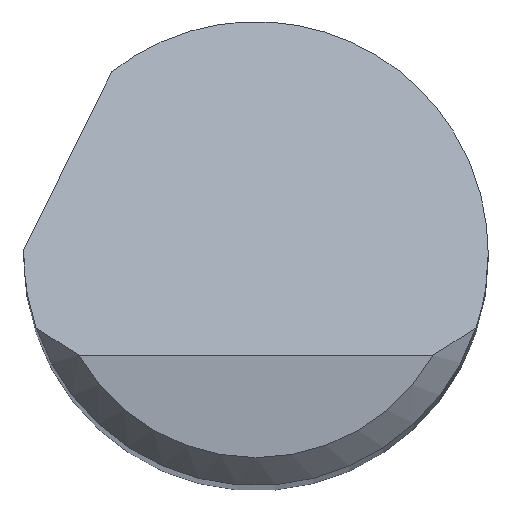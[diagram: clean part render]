
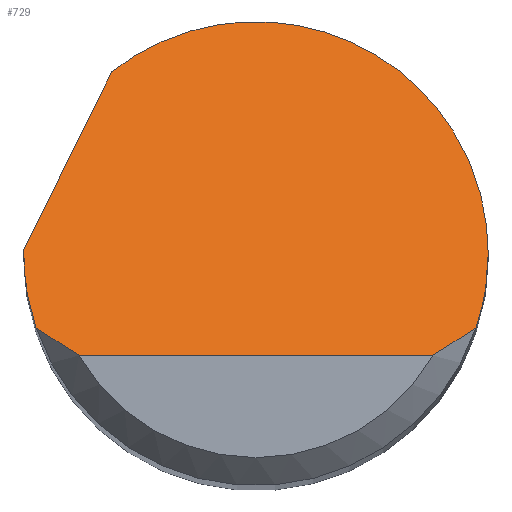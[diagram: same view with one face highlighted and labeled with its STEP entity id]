
A CAD part, top view. The second image highlights one B-rep face of the part: STEP entity #729.
In plain terms, the highlighted planar face has unit normal (0, 0.707, 0.707).
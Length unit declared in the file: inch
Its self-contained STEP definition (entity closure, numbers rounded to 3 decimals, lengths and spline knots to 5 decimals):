
#20 = ORIENTED_EDGE ( 'NONE', *, *, #675, .T. ) ;
#23 =( BOUNDED_CURVE ( )  B_SPLINE_CURVE ( 3, ( #202, #27, #259, #96 ),
 .UNSPECIFIED., .F., .T. ) 
 B_SPLINE_CURVE_WITH_KNOTS ( ( 4, 4 ),
 ( 5.61191, 7.85398 ),
 .UNSPECIFIED. ) 
 CURVE ( )  GEOMETRIC_REPRESENTATION_ITEM ( )  RATIONAL_B_SPLINE_CURVE ( ( 1., 0.623, 0.623, 1. ) ) 
 REPRESENTATION_ITEM ( '' )  );
#27 = CARTESIAN_POINT ( 'NONE',  ( 0.01655, 0.17278, 1.77222 ) ) ;
#47 = DIRECTION ( 'NONE',  ( 0., -0.707, -0.707 ) ) ;
#77 = CARTESIAN_POINT ( 'NONE',  ( -0.11843, -0.04, 1.985 ) ) ;
#78 = CARTESIAN_POINT ( 'NONE',  ( 0.11843, -0.04, 1.985 ) ) ;
#84 = CARTESIAN_POINT ( 'NONE',  ( -0.15003, -0.04883, 1.99383 ) ) ;
#96 = CARTESIAN_POINT ( 'NONE',  ( 0.125, 0., 1.945 ) ) ;
#101 = CARTESIAN_POINT ( 'NONE',  ( -0.125, -0.055, 2. ) ) ;
#107 = PLANE ( 'NONE',  #163 ) ;
#138 = CARTESIAN_POINT ( 'NONE',  ( -0.07775, 0.09788, 1.84712 ) ) ;
#141 = CARTESIAN_POINT ( 'NONE',  ( -0.125, 0.00067, 1.94433 ) ) ;
#146 = DIRECTION ( 'NONE',  ( 0.329, 0.668, -0.668 ) ) ;
#163 = AXIS2_PLACEMENT_3D ( 'NONE', #101, #47, #687 ) ;
#169 = EDGE_LOOP ( 'NONE', ( #364, #636, #410, #238, #336, #266, #208, #20 ) ) ;
#178 = CARTESIAN_POINT ( 'NONE',  ( 0.125, 0., 1.945 ) ) ;
#184 =( BOUNDED_CURVE ( )  B_SPLINE_CURVE ( 3, ( #741, #141, #387, #622 ),
 .UNSPECIFIED., .F., .T. ) 
 B_SPLINE_CURVE_WITH_KNOTS ( ( 4, 4 ),
 ( 4.71239, 4.72839 ),
 .UNSPECIFIED. ) 
 CURVE ( )  GEOMETRIC_REPRESENTATION_ITEM ( )  RATIONAL_B_SPLINE_CURVE ( ( 1., 1., 1., 1. ) ) 
 REPRESENTATION_ITEM ( '' )  );
#190 = CARTESIAN_POINT ( 'NONE',  ( 0.12279, -0.02708, 1.97208 ) ) ;
#191 = CARTESIAN_POINT ( 'NONE',  ( 0.11107, -0.04528, 1.99028 ) ) ;
#194 = LINE ( 'NONE', #84, #210 ) ;
#202 = CARTESIAN_POINT ( 'NONE',  ( -0.07775, 0.09788, 1.84712 ) ) ;
#208 = ORIENTED_EDGE ( 'NONE', *, *, #588, .F. ) ;
#210 = VECTOR ( 'NONE', #146, 39.37008 ) ;
#213 = VERTEX_POINT ( 'NONE', #584 ) ;
#228 = VERTEX_POINT ( 'NONE', #355 ) ;
#232 = CARTESIAN_POINT ( 'NONE',  ( -0.11843, -0.04, 1.985 ) ) ;
#238 = ORIENTED_EDGE ( 'NONE', *, *, #601, .F. ) ;
#240 = CARTESIAN_POINT ( 'NONE',  ( 0.125, -0.01363, 1.95863 ) ) ;
#248 = VERTEX_POINT ( 'NONE', #767 ) ;
#256 = CARTESIAN_POINT ( 'NONE',  ( 0., -0.055, 2. ) ) ;
#259 = CARTESIAN_POINT ( 'NONE',  ( 0.125, 0.12043, 1.82457 ) ) ;
#262 = CARTESIAN_POINT ( 'NONE',  ( -0.125, 0., 1.945 ) ) ;
#266 = ORIENTED_EDGE ( 'NONE', *, *, #648, .F. ) ;
#275 = VERTEX_POINT ( 'NONE', #467 ) ;
#333 = EDGE_CURVE ( 'NONE', #228, #275, #441, .T. ) ;
#336 = ORIENTED_EDGE ( 'NONE', *, *, #600, .F. ) ;
#355 = CARTESIAN_POINT ( 'NONE',  ( 0.09526, -0.055, 2. ) ) ;
#364 = ORIENTED_EDGE ( 'NONE', *, *, #562, .T. ) ;
#387 = CARTESIAN_POINT ( 'NONE',  ( -0.12499, 0.00133, 1.94367 ) ) ;
#393 =( BOUNDED_CURVE ( )  B_SPLINE_CURVE ( 3, ( #178, #240, #190, #765 ),
 .UNSPECIFIED., .F., .T. ) 
 B_SPLINE_CURVE_WITH_KNOTS ( ( 4, 4 ),
 ( 1.5708, 1.89653 ),
 .UNSPECIFIED. ) 
 CURVE ( )  GEOMETRIC_REPRESENTATION_ITEM ( )  RATIONAL_B_SPLINE_CURVE ( ( 1., 0.991, 0.991, 1. ) ) 
 REPRESENTATION_ITEM ( '' )  );
#401 = VERTEX_POINT ( 'NONE', #138 ) ;
#407 = CARTESIAN_POINT ( 'NONE',  ( -0.09526, -0.055, 2. ) ) ;
#410 = ORIENTED_EDGE ( 'NONE', *, *, #487, .F. ) ;
#419 = DIRECTION ( 'NONE',  ( 1., 0., 0. ) ) ;
#427 = CARTESIAN_POINT ( 'NONE',  ( 0.10339, -0.05031, 1.99531 ) ) ;
#441 = B_SPLINE_CURVE_WITH_KNOTS ( 'NONE', 3,
 ( #546, #427, #191, #78 ),
 .UNSPECIFIED., .F., .F.,
 ( 4, 4 ),
 ( 0., 0.0008 ),
 .UNSPECIFIED. ) ;
#456 = CARTESIAN_POINT ( 'NONE',  ( -0.125, 0., 1.945 ) ) ;
#467 = CARTESIAN_POINT ( 'NONE',  ( 0.11843, -0.04, 1.985 ) ) ;
#487 = EDGE_CURVE ( 'NONE', #651, #275, #393, .T. ) ;
#546 = CARTESIAN_POINT ( 'NONE',  ( 0.09526, -0.055, 2. ) ) ;
#548 = CARTESIAN_POINT ( 'NONE',  ( 0.125, 0., 1.945 ) ) ;
#562 = EDGE_CURVE ( 'NONE', #213, #228, #647, .T. ) ;
#576 = FACE_OUTER_BOUND ( 'NONE', #169, .T. ) ;
#583 = CARTESIAN_POINT ( 'NONE',  ( -0.12279, -0.02708, 1.97208 ) ) ;
#584 = CARTESIAN_POINT ( 'NONE',  ( -0.09526, -0.055, 2. ) ) ;
#588 = EDGE_CURVE ( 'NONE', #248, #764, #731, .T. ) ;
#600 = EDGE_CURVE ( 'NONE', #665, #401, #194, .T. ) ;
#601 = EDGE_CURVE ( 'NONE', #401, #651, #23, .T. ) ;
#622 = CARTESIAN_POINT ( 'NONE',  ( -0.12498, 0.002, 1.943 ) ) ;
#635 = CARTESIAN_POINT ( 'NONE',  ( -0.11107, -0.04528, 1.99028 ) ) ;
#636 = ORIENTED_EDGE ( 'NONE', *, *, #333, .T. ) ;
#647 = LINE ( 'NONE', #256, #727 ) ;
#648 = EDGE_CURVE ( 'NONE', #764, #665, #184, .T. ) ;
#651 = VERTEX_POINT ( 'NONE', #548 ) ;
#665 = VERTEX_POINT ( 'NONE', #728 ) ;
#675 = EDGE_CURVE ( 'NONE', #248, #213, #700, .T. ) ;
#687 = DIRECTION ( 'NONE',  ( 0., 0.707, -0.707 ) ) ;
#700 = B_SPLINE_CURVE_WITH_KNOTS ( 'NONE', 3,
 ( #232, #635, #756, #407 ),
 .UNSPECIFIED., .F., .F.,
 ( 4, 4 ),
 ( 0., 0.0008 ),
 .UNSPECIFIED. ) ;
#727 = VECTOR ( 'NONE', #419, 39.37008 ) ;
#728 = CARTESIAN_POINT ( 'NONE',  ( -0.12498, 0.002, 1.943 ) ) ;
#729 = ADVANCED_FACE ( 'NONE', ( #576 ), #107, .F. ) ;
#731 =( BOUNDED_CURVE ( )  B_SPLINE_CURVE ( 3, ( #77, #583, #770, #262 ),
 .UNSPECIFIED., .F., .T. ) 
 B_SPLINE_CURVE_WITH_KNOTS ( ( 4, 4 ),
 ( 4.38666, 4.71239 ),
 .UNSPECIFIED. ) 
 CURVE ( )  GEOMETRIC_REPRESENTATION_ITEM ( )  RATIONAL_B_SPLINE_CURVE ( ( 1., 0.991, 0.991, 1. ) ) 
 REPRESENTATION_ITEM ( '' )  );
#741 = CARTESIAN_POINT ( 'NONE',  ( -0.125, 0., 1.945 ) ) ;
#756 = CARTESIAN_POINT ( 'NONE',  ( -0.10339, -0.05031, 1.99531 ) ) ;
#764 = VERTEX_POINT ( 'NONE', #456 ) ;
#765 = CARTESIAN_POINT ( 'NONE',  ( 0.11843, -0.04, 1.985 ) ) ;
#767 = CARTESIAN_POINT ( 'NONE',  ( -0.11843, -0.04, 1.985 ) ) ;
#770 = CARTESIAN_POINT ( 'NONE',  ( -0.125, -0.01363, 1.95863 ) ) ;
